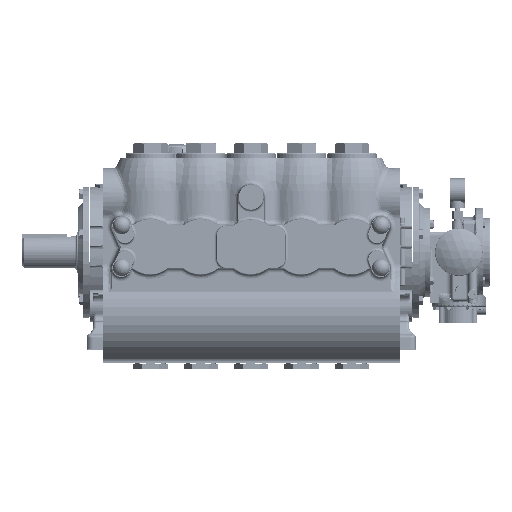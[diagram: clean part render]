
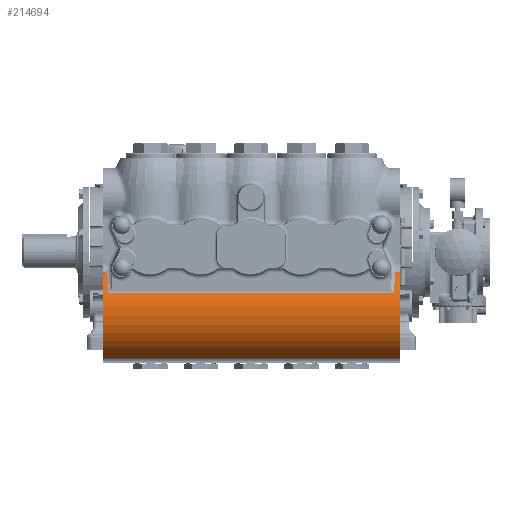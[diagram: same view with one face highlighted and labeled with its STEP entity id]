
A CAD part, top view. The second image highlights one B-rep face of the part: STEP entity #214694.
In plain terms, the highlighted cylindrical face has radius 100 mm (diameter 200 mm), a partial arc.
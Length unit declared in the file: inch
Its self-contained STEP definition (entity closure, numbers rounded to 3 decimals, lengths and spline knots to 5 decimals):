
#4531 = ORIENTED_EDGE ( 'NONE', *, *, #147752, .T. ) ;
#5933 = VECTOR ( 'NONE', #125943, 39.37008 ) ;
#12755 = CARTESIAN_POINT ( 'NONE',  ( -14.3248, 9.6808, 22.16493 ) ) ;
#14059 = DIRECTION ( 'NONE',  ( 1., 0., 0. ) ) ;
#15862 = CARTESIAN_POINT ( 'NONE',  ( 8.86166, 8.6196, 23.33137 ) ) ;
#18559 = VERTEX_POINT ( 'NONE', #235706 ) ;
#26467 = DIRECTION ( 'NONE',  ( 1., 0., 0. ) ) ;
#27373 = CYLINDRICAL_SURFACE ( 'NONE', #182478, 3.93701 ) ;
#27453 = CARTESIAN_POINT ( 'NONE',  ( 8.9289, 9.58165, 22.31318 ) ) ;
#32834 = LINE ( 'NONE', #34411, #239508 ) ;
#34411 = CARTESIAN_POINT ( 'NONE',  ( -14.3248, 8.01867, 23.6082 ) ) ;
#38606 = ORIENTED_EDGE ( 'NONE', *, *, #207917, .T. ) ;
#39492 = ORIENTED_EDGE ( 'NONE', *, *, #110974, .F. ) ;
#39506 = CARTESIAN_POINT ( 'NONE',  ( -13.91248, 9.13359, 22.91474 ) ) ;
#41077 = AXIS2_PLACEMENT_3D ( 'NONE', #168759, #55723, #187754 ) ;
#45985 = VERTEX_POINT ( 'NONE', #80324 ) ;
#46111 = EDGE_CURVE ( 'NONE', #164079, #18559, #113591, .T. ) ;
#46297 = EDGE_LOOP ( 'NONE', ( #170544, #183993, #39492, #38606, #85465, #77465, #136274, #4531, #94978, #141433 ) ) ;
#52611 = VERTEX_POINT ( 'NONE', #211341 ) ;
#54751 = EDGE_CURVE ( 'NONE', #100098, #184473, #231034, .T. ) ;
#55723 = DIRECTION ( 'NONE',  ( 1., 0., 0. ) ) ;
#57460 = EDGE_CURVE ( 'NONE', #52611, #100098, #200816, .T. ) ;
#60255 = CARTESIAN_POINT ( 'NONE',  ( 9.29725, 9.6808, 22.16493 ) ) ;
#63833 = DIRECTION ( 'NONE',  ( 0., 0., -1. ) ) ;
#66290 = CARTESIAN_POINT ( 'NONE',  ( -14.3248, 2.86459, 21.82193 ) ) ;
#71792 =( BOUNDED_CURVE ( )  B_SPLINE_CURVE ( 3, ( #110025, #185090, #15862, #147985 ),
 .UNSPECIFIED., .F., .F. ) 
 B_SPLINE_CURVE_WITH_KNOTS ( ( 4, 4 ),
 ( 2.21098, 2.7099 ),
 .UNSPECIFIED. ) 
 CURVE ( )  GEOMETRIC_REPRESENTATION_ITEM ( )  RATIONAL_B_SPLINE_CURVE ( ( 1., 0.979, 0.979, 1. ) ) 
 REPRESENTATION_ITEM ( '' )  );
#76681 = LINE ( 'NONE', #146225, #115092 ) ;
#77465 = ORIENTED_EDGE ( 'NONE', *, *, #54751, .F. ) ;
#78148 = CIRCLE ( 'NONE', #41077, 3.93701 ) ;
#80324 = CARTESIAN_POINT ( 'NONE',  ( -13.87374, 8.01867, 23.6082 ) ) ;
#84419 = CARTESIAN_POINT ( 'NONE',  ( -13.94212, 9.52881, 22.38413 ) ) ;
#85465 = ORIENTED_EDGE ( 'NONE', *, *, #178757, .T. ) ;
#91754 = EDGE_CURVE ( 'NONE', #221709, #45985, #32834, .T. ) ;
#94978 = ORIENTED_EDGE ( 'NONE', *, *, #137948, .T. ) ;
#96176 = CARTESIAN_POINT ( 'NONE',  ( 8.8462, 8.01867, 23.6082 ) ) ;
#99715 = VERTEX_POINT ( 'NONE', #66290 ) ;
#100098 = VERTEX_POINT ( 'NONE', #60255 ) ;
#102650 = CARTESIAN_POINT ( 'NONE',  ( 8.93831, 9.63237, 22.24009 ) ) ;
#105030 = CARTESIAN_POINT ( 'NONE',  ( -13.97173, 9.6808, 22.16493 ) ) ;
#109556 = CARTESIAN_POINT ( 'NONE',  ( 8.91457, 9.52881, 22.38413 ) ) ;
#110025 = CARTESIAN_POINT ( 'NONE',  ( 8.91457, 9.52881, 22.38413 ) ) ;
#110974 = EDGE_CURVE ( 'NONE', #170116, #18559, #76681, .T. ) ;
#113591 = B_SPLINE_CURVE_WITH_KNOTS ( 'NONE', 3,
 ( #84419, #179273, #217930, #105030 ),
 .UNSPECIFIED., .F., .F.,
 ( 4, 4 ),
 ( 0., 0.00682 ),
 .UNSPECIFIED. ) ;
#114715 = CARTESIAN_POINT ( 'NONE',  ( -13.88921, 8.6196, 23.33137 ) ) ;
#115092 = VECTOR ( 'NONE', #14059, 39.37008 ) ;
#115874 = VERTEX_POINT ( 'NONE', #109556 ) ;
#120021 = CARTESIAN_POINT ( 'NONE',  ( -14.3248, 6.37138, 20.03239 ) ) ;
#121272 = DIRECTION ( 'NONE',  ( 1., 0., 0. ) ) ;
#125943 = DIRECTION ( 'NONE',  ( 1., 0., 0. ) ) ;
#126474 = CARTESIAN_POINT ( 'NONE',  ( 9.29725, 2.86459, 21.82193 ) ) ;
#127893 = FACE_OUTER_BOUND ( 'NONE', #46297, .T. ) ;
#134191 = VECTOR ( 'NONE', #121272, 39.37008 ) ;
#136274 = ORIENTED_EDGE ( 'NONE', *, *, #57460, .F. ) ;
#137948 = EDGE_CURVE ( 'NONE', #115874, #221709, #71792, .T. ) ;
#139618 = CARTESIAN_POINT ( 'NONE',  ( 9.29725, 6.37138, 20.03239 ) ) ;
#141433 = ORIENTED_EDGE ( 'NONE', *, *, #91754, .T. ) ;
#146225 = CARTESIAN_POINT ( 'NONE',  ( -14.3248, 9.6808, 22.16493 ) ) ;
#147752 = EDGE_CURVE ( 'NONE', #52611, #115874, #190839, .T. ) ;
#147985 = CARTESIAN_POINT ( 'NONE',  ( 8.8462, 8.01867, 23.6082 ) ) ;
#151805 = CARTESIAN_POINT ( 'NONE',  ( -13.87374, 8.01867, 23.6082 ) ) ;
#157118 = DIRECTION ( 'NONE',  ( 1., 0., 0. ) ) ;
#158307 = CARTESIAN_POINT ( 'NONE',  ( -13.94212, 9.52881, 22.38413 ) ) ;
#158588 = DIRECTION ( 'NONE',  ( 0., 0., -1. ) ) ;
#159555 = CARTESIAN_POINT ( 'NONE',  ( 8.91457, 9.52881, 22.38413 ) ) ;
#164079 = VERTEX_POINT ( 'NONE', #158307 ) ;
#166462 = DIRECTION ( 'NONE',  ( -1., 0., 0. ) ) ;
#168759 = CARTESIAN_POINT ( 'NONE',  ( -14.3248, 6.37138, 20.03239 ) ) ;
#170116 = VERTEX_POINT ( 'NONE', #174217 ) ;
#170544 = ORIENTED_EDGE ( 'NONE', *, *, #218610, .T. ) ;
#171533 = CARTESIAN_POINT ( 'NONE',  ( -13.94212, 9.52881, 22.38413 ) ) ;
#174217 = CARTESIAN_POINT ( 'NONE',  ( -14.3248, 9.6808, 22.16493 ) ) ;
#178757 = EDGE_CURVE ( 'NONE', #99715, #184473, #184357, .T. ) ;
#179273 = CARTESIAN_POINT ( 'NONE',  ( -13.95644, 9.58165, 22.31318 ) ) ;
#182478 = AXIS2_PLACEMENT_3D ( 'NONE', #120021, #157118, #63833 ) ;
#183993 = ORIENTED_EDGE ( 'NONE', *, *, #46111, .T. ) ;
#184357 = LINE ( 'NONE', #215191, #134191 ) ;
#184473 = VERTEX_POINT ( 'NONE', #126474 ) ;
#185090 = CARTESIAN_POINT ( 'NONE',  ( 8.88493, 9.13359, 22.91474 ) ) ;
#187754 = DIRECTION ( 'NONE',  ( 0., 0., -1. ) ) ;
#190839 = B_SPLINE_CURVE_WITH_KNOTS ( 'NONE', 3,
 ( #215562, #102650, #27453, #159555 ),
 .UNSPECIFIED., .F., .F.,
 ( 4, 4 ),
 ( 0., 0.00682 ),
 .UNSPECIFIED. ) ;
#199848 =( BOUNDED_CURVE ( )  B_SPLINE_CURVE ( 3, ( #151805, #114715, #39506, #171533 ),
 .UNSPECIFIED., .F., .T. ) 
 B_SPLINE_CURVE_WITH_KNOTS ( ( 4, 4 ),
 ( 0.4317, 0.93061 ),
 .UNSPECIFIED. ) 
 CURVE ( )  GEOMETRIC_REPRESENTATION_ITEM ( )  RATIONAL_B_SPLINE_CURVE ( ( 1., 0.979, 0.979, 1. ) ) 
 REPRESENTATION_ITEM ( '' )  );
#200816 = LINE ( 'NONE', #12755, #5933 ) ;
#207917 = EDGE_CURVE ( 'NONE', #170116, #99715, #78148, .T. ) ;
#211341 = CARTESIAN_POINT ( 'NONE',  ( 8.94418, 9.6808, 22.16493 ) ) ;
#214694 = ADVANCED_FACE ( 'NONE', ( #127893 ), #27373, .T. ) ;
#215191 = CARTESIAN_POINT ( 'NONE',  ( -14.3248, 2.86459, 21.82193 ) ) ;
#215562 = CARTESIAN_POINT ( 'NONE',  ( 8.94418, 9.6808, 22.16493 ) ) ;
#217930 = CARTESIAN_POINT ( 'NONE',  ( -13.96586, 9.63237, 22.24009 ) ) ;
#218610 = EDGE_CURVE ( 'NONE', #45985, #164079, #199848, .T. ) ;
#221709 = VERTEX_POINT ( 'NONE', #96176 ) ;
#231034 = CIRCLE ( 'NONE', #241280, 3.93701 ) ;
#235706 = CARTESIAN_POINT ( 'NONE',  ( -13.97173, 9.6808, 22.16493 ) ) ;
#239508 = VECTOR ( 'NONE', #166462, 39.37008 ) ;
#241280 = AXIS2_PLACEMENT_3D ( 'NONE', #139618, #26467, #158588 ) ;
